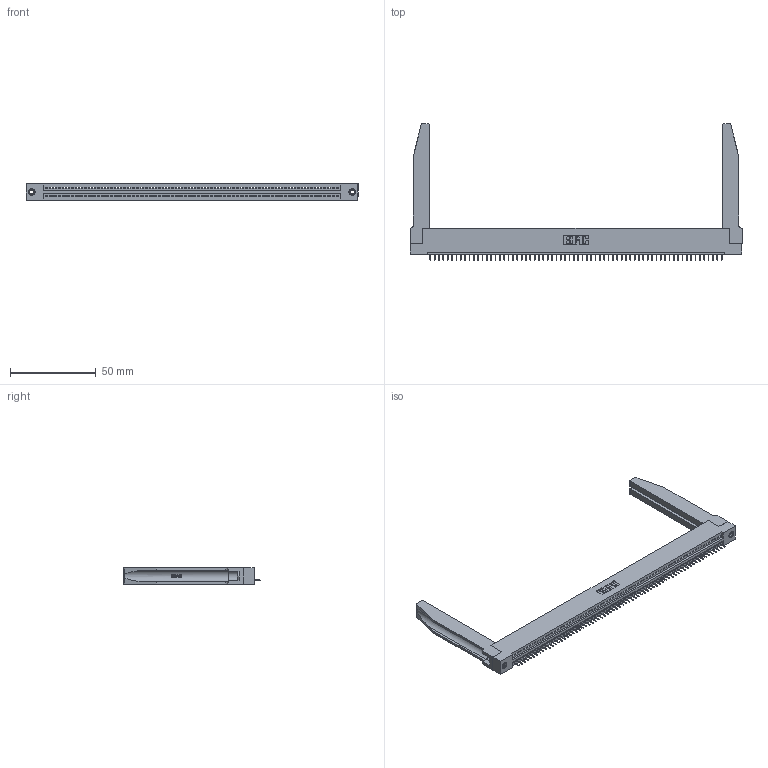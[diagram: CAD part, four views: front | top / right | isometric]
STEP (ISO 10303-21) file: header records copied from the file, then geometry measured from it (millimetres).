
FILE_DESCRIPTION (( 'STEP AP203' ), '1' );
FILE_NAME ('395-068-525-178.STEP', '2020-09-25T03:11:39', ( '' ), ( '' ), 'SwSTEP 2.0', 'SolidWorks 2020', '' );
FILE_SCHEMA (( 'CONFIG_CONTROL_DESIGN' ));
Length unit declared in the file: inch
Products named in the file (5): 345-250-001_345-250-001-102; 345-220-078_345-220-078; 345 Part_Flush Mounting Lugs - 0.156 Dia-TH; 345-292-001_345-293-125; 395-068-525-178
Assembly tree (73 placements, depth 2):
  395-068-525-178
    345 Part_Flush Mounting Lugs - 0.156 Dia-TH
    345-292-001_345-293-125  x68
    345-250-001_345-250-001-102  x2
    345-220-078_345-220-078  x2
Bounding box: 193.95 x 79.68 x 9.4 mm (x, y, z)
Volume: 26127.8 mm3; surface area: 30668.3 mm2
Topology: 73 solids, 73 shells, 4576 faces, 13189 edges, 8510 vertices
Faces by surface type: plane 3350, cylinder 1174, bspline 36, cone 12, torus 4
Entity records: 52492 total; most frequent: CARTESIAN_POINT 9987, ORIENTED_EDGE 8886, DIRECTION 7693, EDGE_CURVE 4443, LINE 3949, VECTOR 3949, VERTEX_POINT 2952, AXIS2_PLACEMENT_3D 1872
